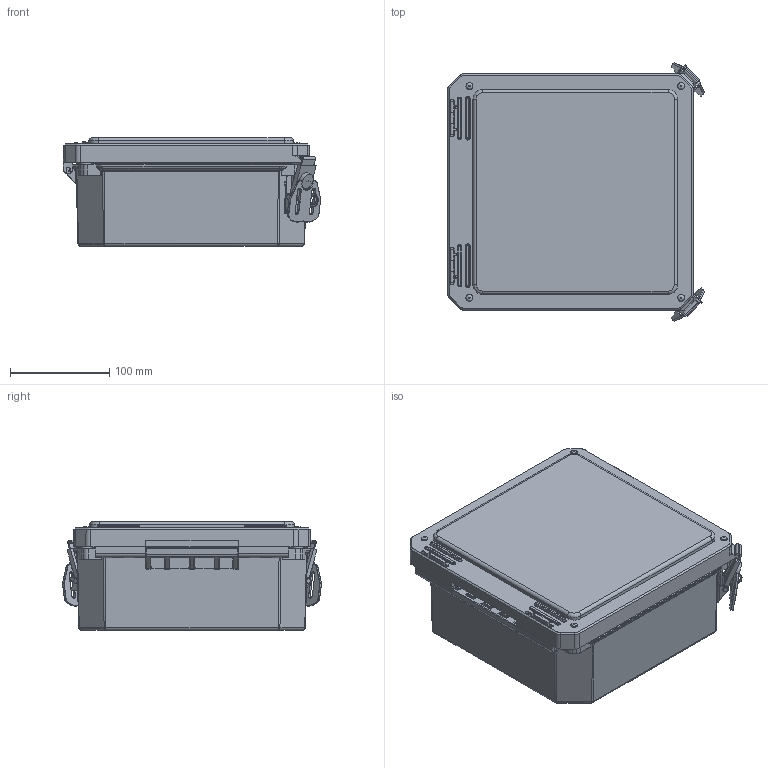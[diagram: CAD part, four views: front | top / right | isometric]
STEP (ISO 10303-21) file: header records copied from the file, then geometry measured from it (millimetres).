
FILE_DESCRIPTION(/* description */ (''),/* implementation_level */ '2;1');
FILE_NAME(/* name */ 'HW-80804CHTL.stp',/* time_stamp */ '2016-08-29T11:33:49-05:00',/* author */ ('pmescher'),/* organization */ (''),/* preprocessor_version */ 'ST-DEVELOPER v16.5',/* originating_system */ 'Autodesk Inventor 2017',/* authorisation */ '');
FILE_SCHEMA (('CONFIG_CONTROL_DESIGN'));
Products named in the file (16): HW-80804CHTL; DS080804BOX; BRASS INSERT-(; BRASS INSERT-(_1; BRASS INSERT-(_2; DS080804CVR; GA808; BRASS INSERT-(_3; DS COVER  BUSH; RMHINGAT40006-02; LOCKWT; part2; AT40007; part1; hinge; part3
Assembly tree (32 placements, depth 3):
  HW-80804CHTL
    DS080804BOX
    BRASS INSERT-(  x4
    BRASS INSERT-(_1  x4
    BRASS INSERT-(_2  x4
    DS080804CVR
    GA808
    BRASS INSERT-(_3  x4
    DS COVER  BUSH  x4
    RMHINGAT40006-02  x2
    LOCKWT  x2
      part2
      AT40007
      part1
      hinge
      part3
Bounding box: 259.09 x 260.64 x 109.48 mm (x, y, z)
Volume: 859098.8 mm3; surface area: 478973.8 mm2
Topology: 35 solids, 35 shells, 2202 faces, 5330 edges, 3140 vertices
Faces by surface type: cylinder 855, plane 751, bspline 354, torus 170, cone 48, sphere 24
Full cylindrical faces by diameter (mm): 1.267 x4, 1.27 x2, 2.489 x4, 3.429 x4, 3.48 x2, 3.81 x4, 3.861 x8, 3.962 x16, 5.08 x4, 5.3 x4, 5.563 x2, 5.766 x2, 6.248 x16, 6.401 x4, 6.426 x4, 7.938 x2, 9.22 x2, 11.049 x2, 15.24 x2
Entity records: 74328 total; most frequent: CARTESIAN_POINT 29349, DIRECTION 9551, ORIENTED_EDGE 9138, EDGE_CURVE 4567, AXIS2_PLACEMENT_3D 3695, VERTEX_POINT 2743, LINE 2161, VECTOR 2161
